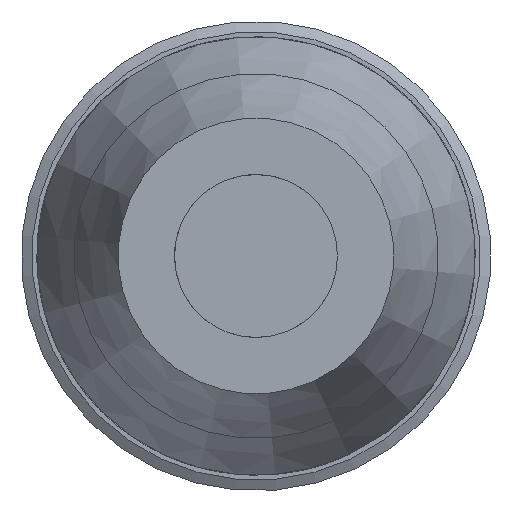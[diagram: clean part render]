
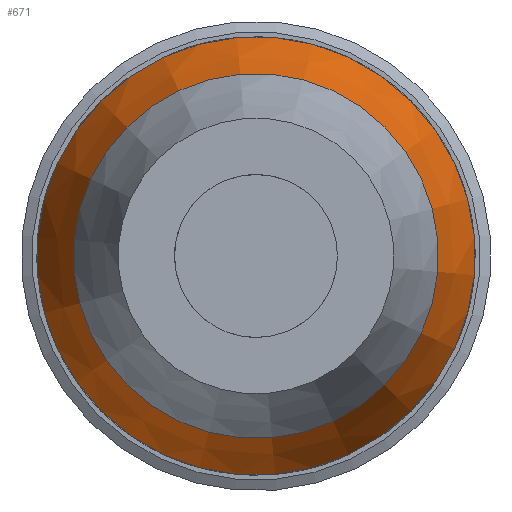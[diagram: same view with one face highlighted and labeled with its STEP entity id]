
A CAD part, left-side view. The second image highlights one B-rep face of the part: STEP entity #671.
In plain terms, the highlighted conical face has half-angle 20.807 degrees and reference radius 5.1 mm.
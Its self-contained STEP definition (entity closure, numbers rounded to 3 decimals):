
#429=CONICAL_SURFACE('',#4421,5.1,20.807);
#671=ADVANCED_FACE('',(#1116,#1117),#429,.T.);
#954=CIRCLE('',#4363,7.);
#983=CIRCLE('',#4419,5.1);
#1116=FACE_BOUND('',#1336,.T.);
#1117=FACE_BOUND('',#1337,.T.);
#1336=EDGE_LOOP('',(#2735));
#1337=EDGE_LOOP('',(#2736));
#2735=ORIENTED_EDGE('',*,*,#3787,.F.);
#2736=ORIENTED_EDGE('',*,*,#3870,.T.);
#3303=VERTEX_POINT('',#7126);
#3362=VERTEX_POINT('',#7571);
#3787=EDGE_CURVE('',#3303,#3303,#954,.T.);
#3870=EDGE_CURVE('',#3362,#3362,#983,.T.);
#4363=AXIS2_PLACEMENT_3D('',#7125,#5228,#5229);
#4419=AXIS2_PLACEMENT_3D('',#7570,#5366,#5367);
#4421=AXIS2_PLACEMENT_3D('',#7573,#5370,#5371);
#5228=DIRECTION('',(1.,0.,0.));
#5229=DIRECTION('',(0.,-0.707,-0.707));
#5366=DIRECTION('',(1.,0.,0.));
#5367=DIRECTION('',(0.,-0.707,-0.707));
#5370=DIRECTION('',(1.,0.,0.));
#5371=DIRECTION('',(0.,-0.707,-0.707));
#7125=CARTESIAN_POINT('',(20.1,50.,0.));
#7126=CARTESIAN_POINT('',(20.1,45.05,-4.95));
#7570=CARTESIAN_POINT('',(15.1,50.,0.));
#7571=CARTESIAN_POINT('',(15.1,46.394,-3.606));
#7573=CARTESIAN_POINT('',(15.1,50.,0.));
